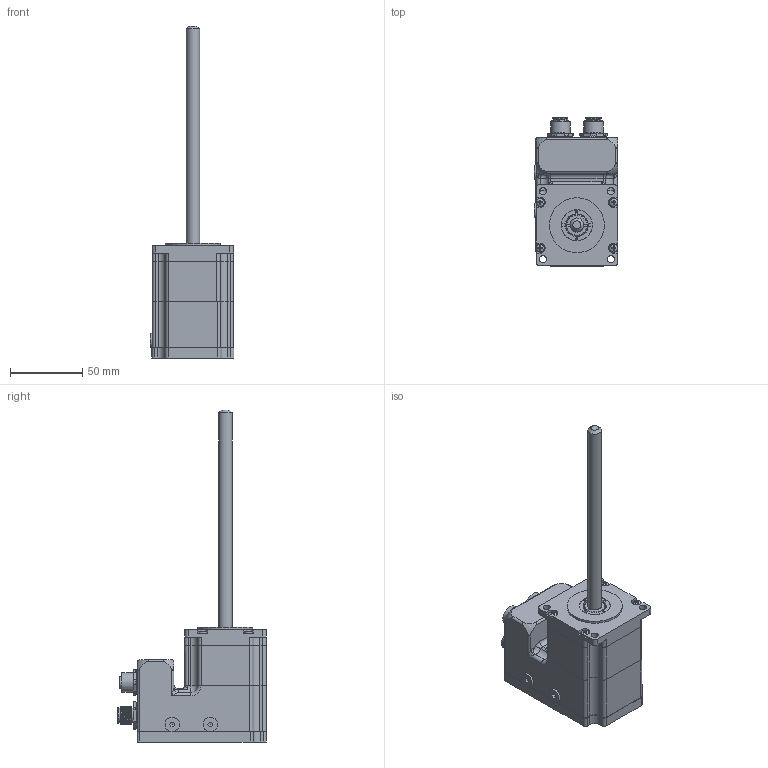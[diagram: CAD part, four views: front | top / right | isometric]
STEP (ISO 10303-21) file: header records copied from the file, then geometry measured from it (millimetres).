
FILE_DESCRIPTION(/* description */ (''),/* implementation_level */ '2;1');
FILE_NAME(/* name */ 'PSA56S-E-3-VQKE-152.stp',/* time_stamp */ '2023-02-03T16:17:43+08:00',/* author */ ('tao.xu'),/* organization */ (''),/* preprocessor_version */ 'ST-DEVELOPER v18',/* originating_system */ 'Autodesk Inventor 2020',/* authorisation */ '');
FILE_SCHEMA (('CONFIG_CONTROL_DESIGN'));
Products named in the file (1): 零件19
Bounding box: 58.2 x 103.3 x 230.2 mm (x, y, z)
Volume: 212216.6 mm3; surface area: 77329 mm2
Topology: 2 solids, 18 shells, 1196 faces, 3247 edges, 2172 vertices
Faces by surface type: plane 502, cylinder 381, cone 186, torus 52, bspline 48, sphere 27
Full cylindrical faces by diameter (mm): 0.6 x12, 1 x17, 1.2 x8, 1.5 x2, 1.6 x13, 2.459 x2, 2.5 x6, 2.675 x4, 2.693 x4, 3 x8, 3.2 x4, 3.4 x4, 5 x4, 5.5 x4, 6 x3, 7 x1, 9.525 x1, 10 x2, 10.4 x2, 10.6 x4, 10.8 x16, 11 x3, 12 x18, 13 x4, 13.5 x2, 15 x1, 15.2 x1, 15.3 x4, 16 x1, 21.5 x1
Entity records: 56629 total; most frequent: CARTESIAN_POINT 26284, ORIENTED_EDGE 6420, DIRECTION 6191, EDGE_CURVE 3210, AXIS2_PLACEMENT_3D 2409, VERTEX_POINT 2172, LINE 1373, VECTOR 1373
